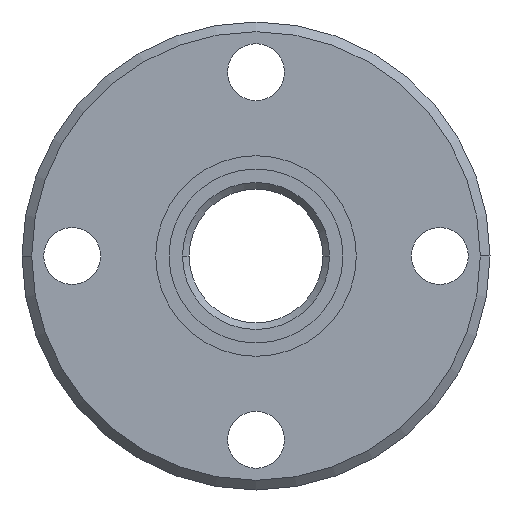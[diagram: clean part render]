
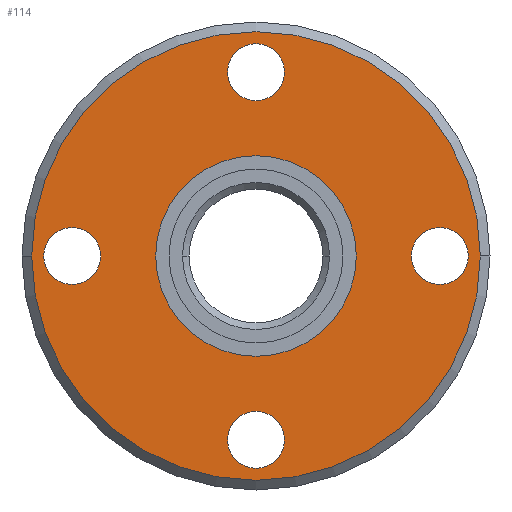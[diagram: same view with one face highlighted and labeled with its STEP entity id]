
A CAD part, left-side view. The second image highlights one B-rep face of the part: STEP entity #114.
In plain terms, the highlighted planar face has unit normal (-1, 0, 0).
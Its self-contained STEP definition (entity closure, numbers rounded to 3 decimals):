
#114=ADVANCED_FACE('',(#205,#206,#207,#208,#209,#210),#211,.T.);
#205=FACE_BOUND('',#301,.T.);
#206=FACE_BOUND('',#302,.T.);
#207=FACE_BOUND('',#303,.T.);
#208=FACE_BOUND('',#304,.T.);
#209=FACE_OUTER_BOUND('',#305,.T.);
#210=FACE_BOUND('',#306,.T.);
#211=PLANE('',#307);
#301=EDGE_LOOP('',(#589,#590));
#302=EDGE_LOOP('',(#591,#592));
#303=EDGE_LOOP('',(#593,#594));
#304=EDGE_LOOP('',(#595,#596));
#305=EDGE_LOOP('',(#597,#598));
#306=EDGE_LOOP('',(#599,#600));
#307=AXIS2_PLACEMENT_3D('',#601,#602,#603);
#589=ORIENTED_EDGE('',*,*,#676,.T.);
#590=ORIENTED_EDGE('',*,*,#647,.T.);
#591=ORIENTED_EDGE('',*,*,#677,.T.);
#592=ORIENTED_EDGE('',*,*,#643,.T.);
#593=ORIENTED_EDGE('',*,*,#678,.T.);
#594=ORIENTED_EDGE('',*,*,#639,.T.);
#595=ORIENTED_EDGE('',*,*,#679,.T.);
#596=ORIENTED_EDGE('',*,*,#635,.T.);
#597=ORIENTED_EDGE('',*,*,#630,.F.);
#598=ORIENTED_EDGE('',*,*,#681,.F.);
#599=ORIENTED_EDGE('',*,*,#691,.T.);
#600=ORIENTED_EDGE('',*,*,#605,.T.);
#601=CARTESIAN_POINT('',(0.,24.275,0.0));
#602=DIRECTION('',(-1.0,0.,0.0));
#603=DIRECTION('',(0.,-1.0,-0.0));
#605=EDGE_CURVE('',#695,#692,#696,.T.);
#630=EDGE_CURVE('',#739,#741,#742,.T.);
#635=EDGE_CURVE('',#745,#749,#751,.T.);
#639=EDGE_CURVE('',#753,#757,#759,.T.);
#643=EDGE_CURVE('',#761,#765,#767,.T.);
#647=EDGE_CURVE('',#769,#773,#775,.T.);
#676=EDGE_CURVE('',#773,#769,#820,.T.);
#677=EDGE_CURVE('',#765,#761,#821,.T.);
#678=EDGE_CURVE('',#757,#753,#822,.T.);
#679=EDGE_CURVE('',#749,#745,#823,.T.);
#681=EDGE_CURVE('',#741,#739,#825,.T.);
#691=EDGE_CURVE('',#692,#695,#835,.T.);
#692=VERTEX_POINT('',#836);
#695=VERTEX_POINT('',#840);
#696=CIRCLE('',#841,15.0);
#739=VERTEX_POINT('',#897);
#741=VERTEX_POINT('',#900);
#742=CIRCLE('',#901,33.55);
#745=VERTEX_POINT('',#905);
#749=VERTEX_POINT('',#910);
#751=CIRCLE('',#913,4.25);
#753=VERTEX_POINT('',#915);
#757=VERTEX_POINT('',#920);
#759=CIRCLE('',#923,4.25);
#761=VERTEX_POINT('',#925);
#765=VERTEX_POINT('',#930);
#767=CIRCLE('',#933,4.25);
#769=VERTEX_POINT('',#935);
#773=VERTEX_POINT('',#940);
#775=CIRCLE('',#943,4.25);
#820=CIRCLE('',#996,4.25);
#821=CIRCLE('',#997,4.25);
#822=CIRCLE('',#998,4.25);
#823=CIRCLE('',#999,4.25);
#825=CIRCLE('',#1001,33.55);
#835=CIRCLE('',#1011,15.0);
#836=CARTESIAN_POINT('',(0.0,15.0,0.0));
#840=CARTESIAN_POINT('',(0.0,-15.0,0.));
#841=AXIS2_PLACEMENT_3D('',#1013,#1014,#1015);
#897=CARTESIAN_POINT('',(0.,33.55,0.0));
#900=CARTESIAN_POINT('',(0.,-33.55,0.));
#901=AXIS2_PLACEMENT_3D('',#1060,#1061,#1062);
#905=CARTESIAN_POINT('',(0.,27.5,-4.25));
#910=CARTESIAN_POINT('',(0.,27.5,4.25));
#913=AXIS2_PLACEMENT_3D('',#1069,#1070,#1071);
#915=CARTESIAN_POINT('',(0.,4.25,27.5));
#920=CARTESIAN_POINT('',(0.,-4.25,27.5));
#923=AXIS2_PLACEMENT_3D('',#1077,#1078,#1079);
#925=CARTESIAN_POINT('',(0.,-27.5,4.25));
#930=CARTESIAN_POINT('',(0.,-27.5,-4.25));
#933=AXIS2_PLACEMENT_3D('',#1085,#1086,#1087);
#935=CARTESIAN_POINT('',(0.,-4.25,-27.5));
#940=CARTESIAN_POINT('',(0.,4.25,-27.5));
#943=AXIS2_PLACEMENT_3D('',#1093,#1094,#1095);
#996=AXIS2_PLACEMENT_3D('',#1164,#1165,#1166);
#997=AXIS2_PLACEMENT_3D('',#1167,#1168,#1169);
#998=AXIS2_PLACEMENT_3D('',#1170,#1171,#1172);
#999=AXIS2_PLACEMENT_3D('',#1173,#1174,#1175);
#1001=AXIS2_PLACEMENT_3D('',#1179,#1180,#1181);
#1011=AXIS2_PLACEMENT_3D('',#1209,#1210,#1211);
#1013=CARTESIAN_POINT('',(0.0,0.0,0.0));
#1014=DIRECTION('',(1.0,0.0,0.0));
#1015=DIRECTION('',(0.0,1.0,0.0));
#1060=CARTESIAN_POINT('',(0.,0.0,0.0));
#1061=DIRECTION('',(1.0,0.0,0.0));
#1062=DIRECTION('',(0.0,1.0,0.0));
#1069=CARTESIAN_POINT('',(0.,27.5,0.0));
#1070=DIRECTION('',(1.0,0.,0.0));
#1071=DIRECTION('',(0.0,0.0,-1.0));
#1077=CARTESIAN_POINT('',(0.,0.,27.5));
#1078=DIRECTION('',(1.0,0.,0.));
#1079=DIRECTION('',(0.,1.0,0.));
#1085=CARTESIAN_POINT('',(0.,-27.5,0.));
#1086=DIRECTION('',(1.0,0.,0.));
#1087=DIRECTION('',(0.,0.,1.0));
#1093=CARTESIAN_POINT('',(0.,0.,-27.5));
#1094=DIRECTION('',(1.0,0.,0.0));
#1095=DIRECTION('',(0.,-1.0,0.));
#1164=CARTESIAN_POINT('',(0.,0.,-27.5));
#1165=DIRECTION('',(1.0,0.,0.0));
#1166=DIRECTION('',(0.,-1.0,0.));
#1167=CARTESIAN_POINT('',(0.,-27.5,0.));
#1168=DIRECTION('',(1.0,0.,0.));
#1169=DIRECTION('',(0.,0.,1.0));
#1170=CARTESIAN_POINT('',(0.,0.,27.5));
#1171=DIRECTION('',(1.0,0.,0.));
#1172=DIRECTION('',(0.,1.0,0.));
#1173=CARTESIAN_POINT('',(0.,27.5,0.0));
#1174=DIRECTION('',(1.0,0.,0.0));
#1175=DIRECTION('',(0.0,0.0,-1.0));
#1179=CARTESIAN_POINT('',(0.,0.0,0.0));
#1180=DIRECTION('',(1.0,0.0,0.0));
#1181=DIRECTION('',(0.0,1.0,0.0));
#1209=CARTESIAN_POINT('',(0.0,0.0,0.0));
#1210=DIRECTION('',(1.0,0.0,0.0));
#1211=DIRECTION('',(0.0,1.0,0.0));
